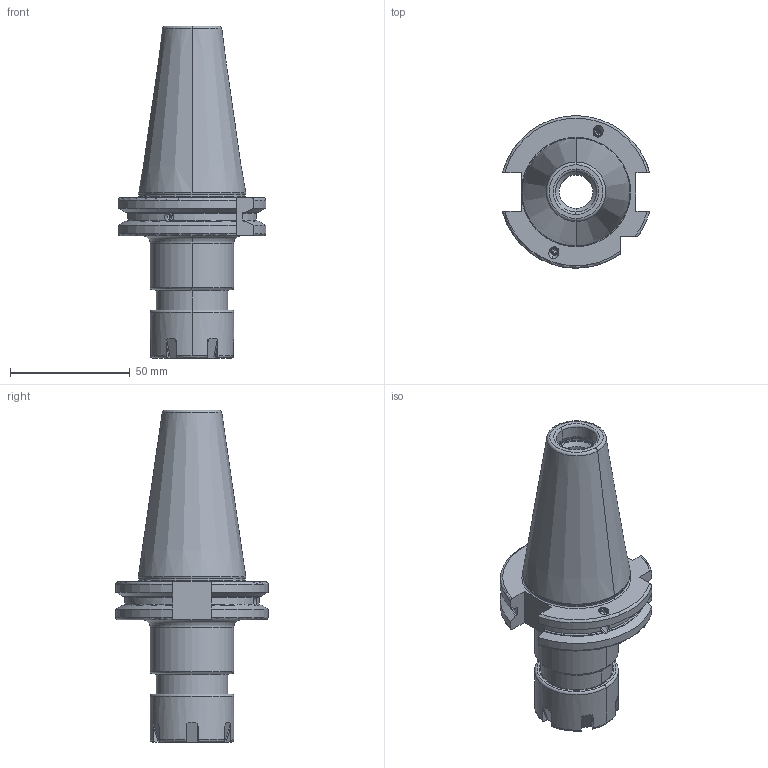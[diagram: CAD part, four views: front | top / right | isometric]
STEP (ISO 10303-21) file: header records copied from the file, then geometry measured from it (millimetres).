
FILE_DESCRIPTION((''),'2;1');
FILE_NAME('403_02_07_16','2021-04-07T',('103090'),(''),'CREO PARAMETRIC BY PTC INC, 2016260','CREO PARAMETRIC BY PTC INC, 2016260','');
FILE_SCHEMA(('CONFIG_CONTROL_DESIGN'));
Length unit declared in the file: millimetre
Products named in the file (1): 403_02_07_16
Bounding box: 61.48 x 63.54 x 138.4 mm (x, y, z)
Volume: 124280.4 mm3; surface area: 30670.7 mm2
Topology: 1 solids, 1 shells, 239 faces, 609 edges, 379 vertices
Faces by surface type: cylinder 67, plane 66, torus 56, cone 44, bspline 6
Entity records: 8336 total; most frequent: CARTESIAN_POINT 2627, ORIENTED_EDGE 1214, DIRECTION 1176, EDGE_CURVE 607, AXIS2_PLACEMENT_3D 476, VERTEX_POINT 379, EDGE_LOOP 254, CIRCLE 240
